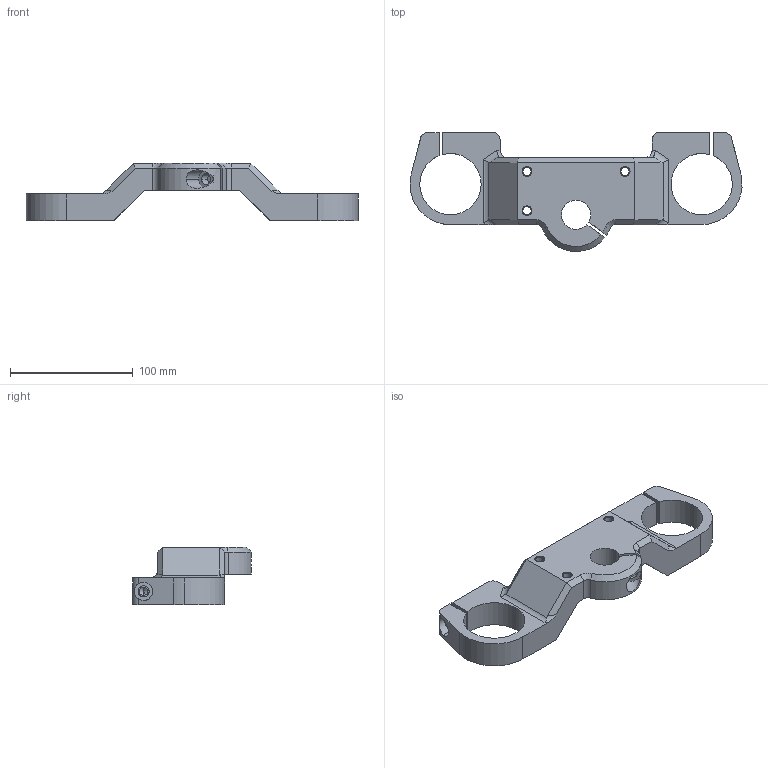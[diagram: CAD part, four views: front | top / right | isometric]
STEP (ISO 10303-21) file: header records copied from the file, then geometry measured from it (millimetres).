
FILE_DESCRIPTION (( 'STEP AP203' ), '1' );
FILE_NAME ('T de fourche supérieur.STEP', '2024-09-18T17:57:29', ( '' ), ( '' ), 'SwSTEP 2.0', 'SolidWorks 2023', '' );
FILE_SCHEMA (( 'CONFIG_CONTROL_DESIGN' ));
Length unit declared in the file: millimetre
Products named in the file (1): T de fourche supérieur
Bounding box: 270.85 x 97.05 x 47 mm (x, y, z)
Volume: 304194.7 mm3; surface area: 59873 mm2
Topology: 1 solids, 1 shells, 135 faces, 363 edges, 221 vertices
Faces by surface type: cylinder 62, plane 37, cone 36
Entity records: 4340 total; most frequent: CARTESIAN_POINT 950, DIRECTION 703, ORIENTED_EDGE 698, EDGE_CURVE 349, AXIS2_PLACEMENT_3D 256, VERTEX_POINT 221, LINE 191, VECTOR 191
